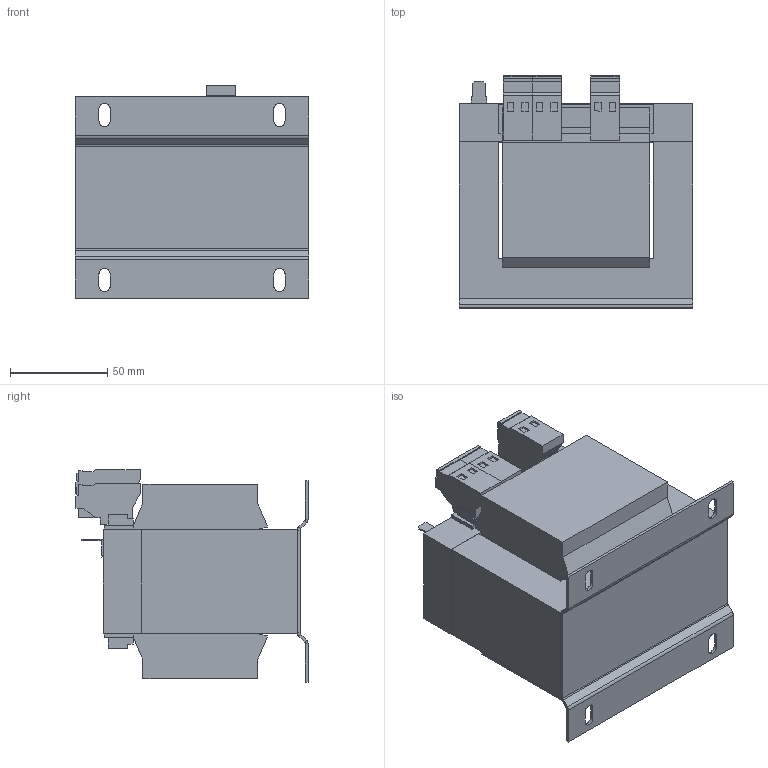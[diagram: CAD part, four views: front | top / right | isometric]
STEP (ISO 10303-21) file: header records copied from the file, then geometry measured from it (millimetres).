
FILE_DESCRIPTION (( 'STEP AP214' ), '1' );
FILE_NAME ('227591.STEP', '2020-07-06T09:35:24', ( '' ), ( '' ), 'SwSTEP 2.0', 'SolidWorks 2018', '' );
FILE_SCHEMA (( 'AUTOMOTIVE_DESIGN' ));
Length unit declared in the file: millimetre
Products named in the file (1): 227591
Bounding box: 120 x 119.5 x 109.65 mm (x, y, z)
Volume: 906652.8 mm3; surface area: 113256.5 mm2
Topology: 1 solids, 1 shells, 286 faces, 722 edges, 460 vertices
Faces by surface type: plane 254, cylinder 32
Entity records: 8428 total; most frequent: CARTESIAN_POINT 1469, ORIENTED_EDGE 1444, DIRECTION 1360, EDGE_CURVE 722, LINE 658, VECTOR 658, VERTEX_POINT 460, AXIS2_PLACEMENT_3D 351
